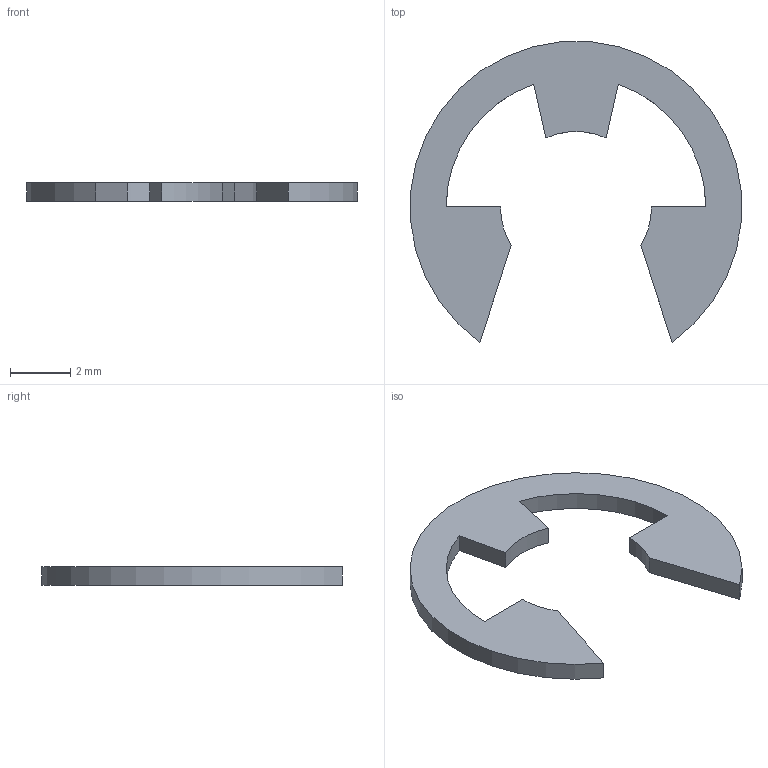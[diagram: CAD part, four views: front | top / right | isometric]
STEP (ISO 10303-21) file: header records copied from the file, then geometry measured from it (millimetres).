
FILE_DESCRIPTION(/* description */ ('STEP AP214'),/* implementation_level */ '2;1');
FILE_NAME(/* name */ 'NETWS5.stp',/* time_stamp */ '2025-08-07T16:59:18+02:00',/* author */ ('roone'),/* organization */ ('CADENAS'),/* preprocessor_version */ 'ST-DEVELOPER v20',/* originating_system */ 'Autodesk Inventor 2025',/* authorisation */ ' ');
FILE_SCHEMA (('AUTOMOTIVE_DESIGN { 1 0 10303 214 3 1 1 }'));
Length unit declared in the file: millimetre
Products named in the file (1): NETWS5
Bounding box: 10.96 x 9.96 x 0.6 mm (x, y, z)
Volume: 25.7 mm3; surface area: 119.9 mm2
Topology: 1 solids, 1 shells, 14 faces, 36 edges, 24 vertices
Faces by surface type: plane 8, cylinder 6
Entity records: 484 total; most frequent: DIRECTION 78, CARTESIAN_POINT 75, ORIENTED_EDGE 72, EDGE_CURVE 36, AXIS2_PLACEMENT_3D 27, LINE 24, VECTOR 24, VERTEX_POINT 24
